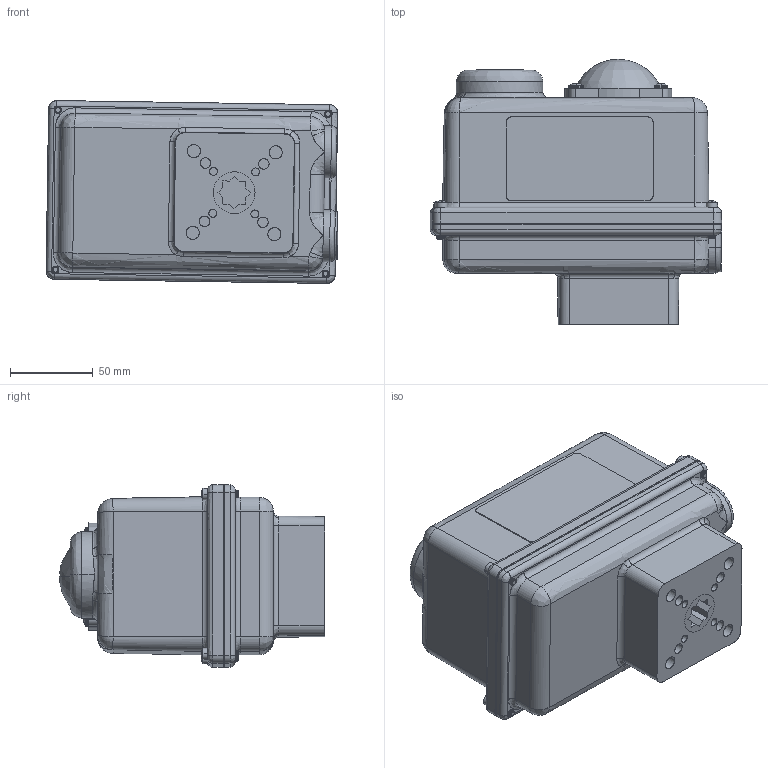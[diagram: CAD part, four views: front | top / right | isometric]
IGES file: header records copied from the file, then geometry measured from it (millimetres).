
Start section: SolidWorks IGES file using analytic representation for surfaces
Global section: file name: SD & SDX Series Nema 4 .IGS; native system: SolidWorks 2013; preprocessor: SolidWorks 2013; author: merion; date: 140507.131151; units: inch
Bounding box: 176.74 x 160.54 x 110.77 mm (x, y, z)
Surface area: 151023.4 mm2 (no closed solid volume)
Topology: 0 solids, 0 shells, 692 faces, 8146 edges, 8139 vertices
Faces by surface type: bspline 362, revolution 330
